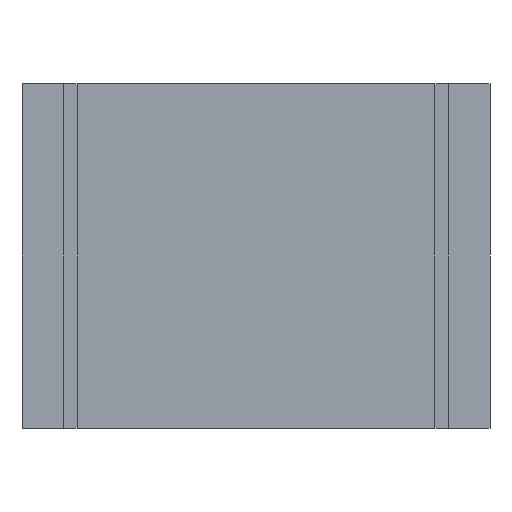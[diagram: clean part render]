
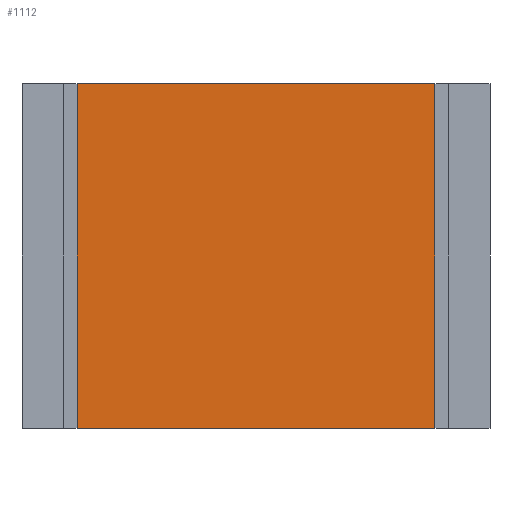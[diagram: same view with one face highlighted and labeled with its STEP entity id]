
A CAD part, front view. The second image highlights one B-rep face of the part: STEP entity #1112.
In plain terms, the highlighted planar face has unit normal (0, -1, 0).
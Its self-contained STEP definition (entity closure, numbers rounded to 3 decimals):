
#66=FACE_OUTER_BOUND('',#120,.T.);
#120=EDGE_LOOP('',(#899,#900,#901,#902));
#124=LINE('',#1455,#280);
#276=LINE('',#1758,#432);
#277=LINE('',#1760,#433);
#278=LINE('',#1761,#434);
#280=VECTOR('',#1188,10.);
#432=VECTOR('',#1440,10.);
#433=VECTOR('',#1443,10.);
#434=VECTOR('',#1444,10.);
#435=VERTEX_POINT('',#1451);
#437=VERTEX_POINT('',#1454);
#537=VERTEX_POINT('',#1754);
#538=VERTEX_POINT('',#1756);
#540=EDGE_CURVE('',#435,#437,#124,.T.);
#692=EDGE_CURVE('',#537,#538,#276,.T.);
#693=EDGE_CURVE('',#537,#435,#277,.T.);
#694=EDGE_CURVE('',#437,#538,#278,.T.);
#899=ORIENTED_EDGE('',*,*,#693,.F.);
#900=ORIENTED_EDGE('',*,*,#692,.T.);
#901=ORIENTED_EDGE('',*,*,#694,.F.);
#902=ORIENTED_EDGE('',*,*,#540,.F.);
#1058=PLANE('',#1180);
#1112=ADVANCED_FACE('',(#66),#1058,.T.);
#1180=AXIS2_PLACEMENT_3D('',#1759,#1441,#1442);
#1188=DIRECTION('',(0.,0.,1.));
#1440=DIRECTION('',(0.,0.,1.));
#1441=DIRECTION('center_axis',(0.,-1.,0.));
#1442=DIRECTION('ref_axis',(1.,0.,0.));
#1443=DIRECTION('',(-1.,0.,0.));
#1444=DIRECTION('',(1.,0.,0.));
#1451=CARTESIAN_POINT('',(0.,7.,0.));
#1454=CARTESIAN_POINT('',(0.,7.,25.));
#1455=CARTESIAN_POINT('',(0.,7.,0.));
#1754=CARTESIAN_POINT('',(26.,7.,0.));
#1756=CARTESIAN_POINT('',(26.,7.,25.));
#1758=CARTESIAN_POINT('',(26.,7.,0.));
#1759=CARTESIAN_POINT('Origin',(0.,7.,0.));
#1760=CARTESIAN_POINT('',(26.,7.,0.));
#1761=CARTESIAN_POINT('',(26.,7.,25.));
